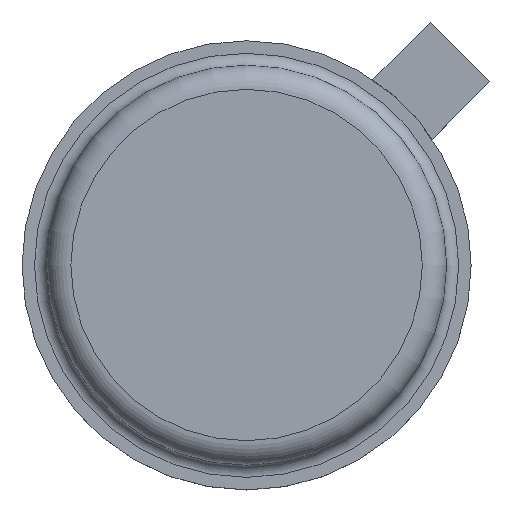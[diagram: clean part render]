
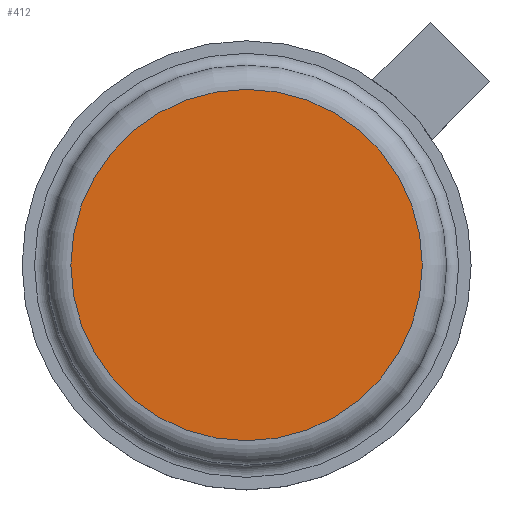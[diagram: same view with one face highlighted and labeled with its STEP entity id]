
A CAD part, top view. The second image highlights one B-rep face of the part: STEP entity #412.
In plain terms, the highlighted planar face has unit normal (0, 0, 1).
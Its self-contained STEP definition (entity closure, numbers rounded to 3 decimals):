
#57=PLANE('',#469);
#119=FACE_OUTER_BOUND('',#164,.T.);
#164=EDGE_LOOP('',(#332));
#223=CIRCLE('',#466,2.175);
#253=VERTEX_POINT('',#699);
#289=EDGE_CURVE('',#253,#253,#223,.T.);
#332=ORIENTED_EDGE('',*,*,#289,.F.);
#412=ADVANCED_FACE('',(#119),#57,.T.);
#466=AXIS2_PLACEMENT_3D('',#700,#543,#544);
#469=AXIS2_PLACEMENT_3D('',#704,#549,#550);
#543=DIRECTION('center_axis',(0.,0.,-1.));
#544=DIRECTION('ref_axis',(0.,-1.,0.));
#549=DIRECTION('center_axis',(0.,0.,1.));
#550=DIRECTION('ref_axis',(0.,1.,0.));
#699=CARTESIAN_POINT('',(0.,2.175,3.937));
#700=CARTESIAN_POINT('Origin',(0.,0.,3.937));
#704=CARTESIAN_POINT('Origin',(0.,0.,
3.937));
